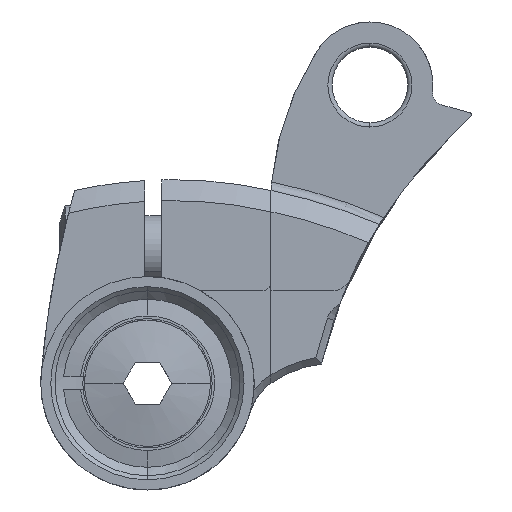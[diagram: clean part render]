
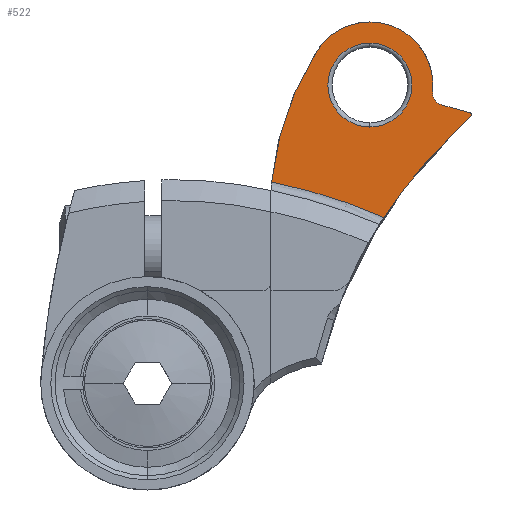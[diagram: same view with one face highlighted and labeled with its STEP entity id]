
A CAD part, left-side view. The second image highlights one B-rep face of the part: STEP entity #522.
In plain terms, the highlighted planar face has unit normal (-1, 0, 0).
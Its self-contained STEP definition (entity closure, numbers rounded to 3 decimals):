
#458 = DIRECTION ( 'NONE',  ( 0., -0.964, -0.267 ) ) ;
#522 = ADVANCED_FACE ( 'NONE', ( #9852, #3671 ), #3092, .F. ) ;
#641 = ORIENTED_EDGE ( 'NONE', *, *, #8553, .F. ) ;
#688 = ORIENTED_EDGE ( 'NONE', *, *, #5328, .F. ) ;
#813 = CARTESIAN_POINT ( 'NONE',  ( -0.5, -73.518, -9.887 ) ) ;
#924 = CIRCLE ( 'NONE', #4923, 7.5 ) ;
#928 = CARTESIAN_POINT ( 'NONE',  ( -0.5, -26.472, 30.491 ) ) ;
#1021 = EDGE_CURVE ( 'NONE', #2257, #7344, #3927, .T. ) ;
#1060 = AXIS2_PLACEMENT_3D ( 'NONE', #3522, #9178, #4345 ) ;
#1167 = CARTESIAN_POINT ( 'NONE',  ( -0.5, -20.139, 39.508 ) ) ;
#1225 = DIRECTION ( 'NONE',  ( 0., 0.695, -0.719 ) ) ;
#1357 = CIRCLE ( 'NONE', #4148, 5. ) ;
#1599 = DIRECTION ( 'NONE',  ( 0., 0., -1. ) ) ;
#1625 = VERTEX_POINT ( 'NONE', #1167 ) ;
#1712 = DIRECTION ( 'NONE',  ( 1., 0., 0. ) ) ;
#1717 = EDGE_CURVE ( 'NONE', #2257, #2419, #3159, .T. ) ;
#1829 = AXIS2_PLACEMENT_3D ( 'NONE', #3882, #9519, #4713 ) ;
#1846 = CARTESIAN_POINT ( 'NONE',  ( -0.5, -33.932, 34.719 ) ) ;
#1872 = CARTESIAN_POINT ( 'NONE',  ( -0.5, -26.472, 35.491 ) ) ;
#1989 = CARTESIAN_POINT ( 'NONE',  ( -0.5, -14.784, 23.953 ) ) ;
#2033 = CIRCLE ( 'NONE', #1060, 64.91 ) ;
#2215 = VERTEX_POINT ( 'NONE', #8559 ) ;
#2228 = ORIENTED_EDGE ( 'NONE', *, *, #6854, .F. ) ;
#2257 = VERTEX_POINT ( 'NONE', #3793 ) ;
#2419 = VERTEX_POINT ( 'NONE', #9598 ) ;
#2571 = DIRECTION ( 'NONE',  ( 1., 0., 0. ) ) ;
#2605 = EDGE_LOOP ( 'NONE', ( #3112, #7627 ) ) ;
#2691 = DIRECTION ( 'NONE',  ( 0., 0., -1. ) ) ;
#2709 = AXIS2_PLACEMENT_3D ( 'NONE', #7957, #3133, #8778 ) ;
#3041 = VECTOR ( 'NONE', #458, 1000. ) ;
#3092 = PLANE ( 'NONE',  #1829 ) ;
#3112 = ORIENTED_EDGE ( 'NONE', *, *, #10356, .T. ) ;
#3133 = DIRECTION ( 'NONE',  ( -1., 0., 0. ) ) ;
#3159 = CIRCLE ( 'NONE', #5782, 0.25 ) ;
#3175 = AXIS2_PLACEMENT_3D ( 'NONE', #4294, #9919, #5108 ) ;
#3215 = CIRCLE ( 'NONE', #6716, 5. ) ;
#3360 = ORIENTED_EDGE ( 'NONE', *, *, #1021, .F. ) ;
#3392 = CIRCLE ( 'NONE', #2709, 1.5 ) ;
#3421 = VERTEX_POINT ( 'NONE', #928 ) ;
#3472 = ORIENTED_EDGE ( 'NONE', *, *, #5525, .F. ) ;
#3522 = CARTESIAN_POINT ( 'NONE',  ( -0.5, -2.023, -39.69 ) ) ;
#3671 = FACE_OUTER_BOUND ( 'NONE', #7272, .T. ) ;
#3793 = CARTESIAN_POINT ( 'NONE',  ( -0.5, -38.466, 31.781 ) ) ;
#3817 = ORIENTED_EDGE ( 'NONE', *, *, #1717, .T. ) ;
#3882 = CARTESIAN_POINT ( 'NONE',  ( -0.5, 0., 0. ) ) ;
#3927 = LINE ( 'NONE', #6028, #8211 ) ;
#4148 = AXIS2_PLACEMENT_3D ( 'NONE', #1872, #7500, #2691 ) ;
#4183 = CARTESIAN_POINT ( 'NONE',  ( -0.5, -26.472, 35.491 ) ) ;
#4294 = CARTESIAN_POINT ( 'NONE',  ( -0.5, -50.129, 20.485 ) ) ;
#4345 = DIRECTION ( 'NONE',  ( 0., 0., -1. ) ) ;
#4454 = VERTEX_POINT ( 'NONE', #1846 ) ;
#4471 = DIRECTION ( 'NONE',  ( -1., 0., 0. ) ) ;
#4707 = ORIENTED_EDGE ( 'NONE', *, *, #7824, .T. ) ;
#4713 = DIRECTION ( 'NONE',  ( 0., 0., -1. ) ) ;
#4923 = AXIS2_PLACEMENT_3D ( 'NONE', #4183, #9805, #5013 ) ;
#4980 = EDGE_CURVE ( 'NONE', #10304, #4454, #924, .T. ) ;
#5013 = DIRECTION ( 'NONE',  ( 0., 0., -1. ) ) ;
#5035 = VERTEX_POINT ( 'NONE', #8280 ) ;
#5108 = DIRECTION ( 'NONE',  ( 0., 0., -1. ) ) ;
#5169 = LINE ( 'NONE', #6007, #3041 ) ;
#5328 = EDGE_CURVE ( 'NONE', #5035, #2419, #5169, .T. ) ;
#5510 = CARTESIAN_POINT ( 'NONE',  ( -0.5, -26.472, 42.991 ) ) ;
#5525 = EDGE_CURVE ( 'NONE', #4454, #5035, #3392, .T. ) ;
#5782 = AXIS2_PLACEMENT_3D ( 'NONE', #9286, #4471, #10092 ) ;
#6007 = CARTESIAN_POINT ( 'NONE',  ( -0.5, -38.758, 32.083 ) ) ;
#6028 = CARTESIAN_POINT ( 'NONE',  ( -0.5, -38.758, 32.083 ) ) ;
#6286 = EDGE_CURVE ( 'NONE', #8752, #1625, #8950, .T. ) ;
#6370 = VERTEX_POINT ( 'NONE', #7604 ) ;
#6419 = DIRECTION ( 'NONE',  ( -1., 0., 0. ) ) ;
#6481 = CARTESIAN_POINT ( 'NONE',  ( -0.5, -35.98, 29.206 ) ) ;
#6490 = ORIENTED_EDGE ( 'NONE', *, *, #6286, .F. ) ;
#6532 = CARTESIAN_POINT ( 'NONE',  ( -0.5, -26.472, 35.491 ) ) ;
#6716 = AXIS2_PLACEMENT_3D ( 'NONE', #6532, #1712, #7347 ) ;
#6854 = EDGE_CURVE ( 'NONE', #7344, #2215, #10044, .T. ) ;
#7272 = EDGE_LOOP ( 'NONE', ( #6490, #4707, #2228, #3360, #3817, #688, #3472, #9244, #641 ) ) ;
#7304 = AXIS2_PLACEMENT_3D ( 'NONE', #813, #6419, #1599 ) ;
#7344 = VERTEX_POINT ( 'NONE', #6481 ) ;
#7347 = DIRECTION ( 'NONE',  ( 0., 0., -1. ) ) ;
#7391 = CARTESIAN_POINT ( 'NONE',  ( -0.5, -26.472, 35.491 ) ) ;
#7500 = DIRECTION ( 'NONE',  ( 1., 0., 0. ) ) ;
#7604 = CARTESIAN_POINT ( 'NONE',  ( -0.5, -26.472, 40.491 ) ) ;
#7627 = ORIENTED_EDGE ( 'NONE', *, *, #9300, .T. ) ;
#7824 = EDGE_CURVE ( 'NONE', #8752, #2215, #2033, .T. ) ;
#7957 = CARTESIAN_POINT ( 'NONE',  ( -0.5, -35.424, 34.565 ) ) ;
#8197 = DIRECTION ( 'NONE',  ( 0., 0., -1. ) ) ;
#8211 = VECTOR ( 'NONE', #1225, 1000. ) ;
#8280 = CARTESIAN_POINT ( 'NONE',  ( -0.5, -35.023, 33.119 ) ) ;
#8543 = AXIS2_PLACEMENT_3D ( 'NONE', #7391, #2571, #8197 ) ;
#8553 = EDGE_CURVE ( 'NONE', #1625, #10304, #10215, .T. ) ;
#8559 = CARTESIAN_POINT ( 'NONE',  ( -0.5, -28.133, 19.737 ) ) ;
#8752 = VERTEX_POINT ( 'NONE', #1989 ) ;
#8778 = DIRECTION ( 'NONE',  ( 0., 0., -1. ) ) ;
#8950 = CIRCLE ( 'NONE', #3175, 35.515 ) ;
#9178 = DIRECTION ( 'NONE',  ( 1., 0., 0. ) ) ;
#9244 = ORIENTED_EDGE ( 'NONE', *, *, #4980, .F. ) ;
#9286 = CARTESIAN_POINT ( 'NONE',  ( -0.5, -38.287, 31.955 ) ) ;
#9300 = EDGE_CURVE ( 'NONE', #6370, #3421, #1357, .T. ) ;
#9519 = DIRECTION ( 'NONE',  ( 1., 0., 0. ) ) ;
#9598 = CARTESIAN_POINT ( 'NONE',  ( -0.5, -38.353, 32.196 ) ) ;
#9805 = DIRECTION ( 'NONE',  ( 1., 0., 0. ) ) ;
#9852 = FACE_BOUND ( 'NONE', #2605, .T. ) ;
#9919 = DIRECTION ( 'NONE',  ( 1., 0., 0. ) ) ;
#10044 = CIRCLE ( 'NONE', #7304, 54.198 ) ;
#10092 = DIRECTION ( 'NONE',  ( 0., 0., -1. ) ) ;
#10215 = CIRCLE ( 'NONE', #8543, 7.5 ) ;
#10304 = VERTEX_POINT ( 'NONE', #5510 ) ;
#10356 = EDGE_CURVE ( 'NONE', #3421, #6370, #3215, .T. ) ;
